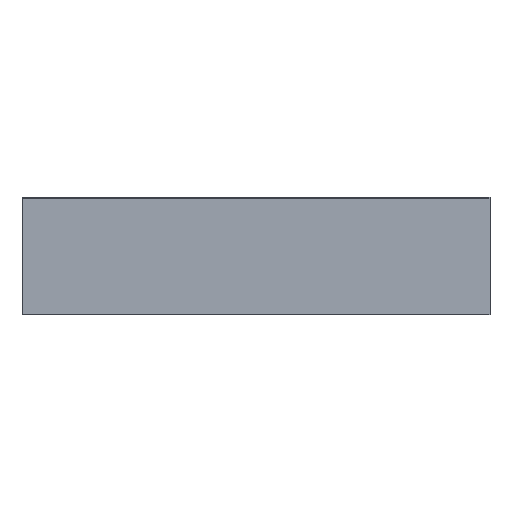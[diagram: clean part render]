
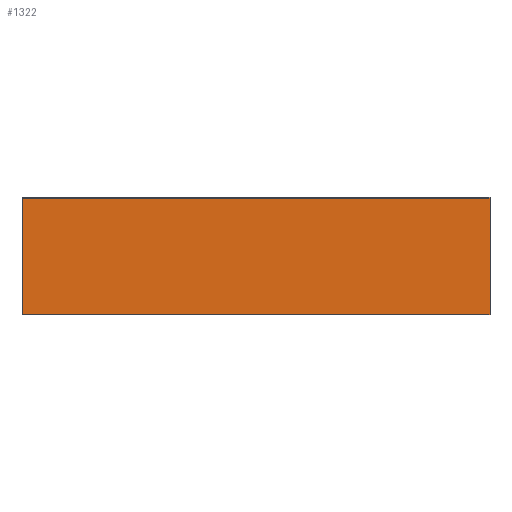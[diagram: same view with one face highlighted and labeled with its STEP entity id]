
A CAD part, front view. The second image highlights one B-rep face of the part: STEP entity #1322.
In plain terms, the highlighted planar face has unit normal (0, -1, 0).
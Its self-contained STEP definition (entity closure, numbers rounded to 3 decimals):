
#122=FACE_OUTER_BOUND('',#203,.T.);
#203=EDGE_LOOP('',(#1107,#1108,#1109,#1110));
#308=LINE('',#2048,#436);
#311=LINE('',#2061,#439);
#356=LINE('',#2206,#484);
#357=LINE('',#2207,#485);
#436=VECTOR('',#1633,10.);
#439=VECTOR('',#1650,10.);
#484=VECTOR('',#1809,10.);
#485=VECTOR('',#1810,10.);
#617=VERTEX_POINT('',#2045);
#618=VERTEX_POINT('',#2047);
#621=VERTEX_POINT('',#2060);
#664=VERTEX_POINT('',#2205);
#756=EDGE_CURVE('',#618,#617,#308,.T.);
#764=EDGE_CURVE('',#621,#618,#311,.T.);
#835=EDGE_CURVE('',#617,#664,#356,.T.);
#836=EDGE_CURVE('',#621,#664,#357,.T.);
#1107=ORIENTED_EDGE('',*,*,#756,.T.);
#1108=ORIENTED_EDGE('',*,*,#835,.T.);
#1109=ORIENTED_EDGE('',*,*,#836,.F.);
#1110=ORIENTED_EDGE('',*,*,#764,.T.);
#1258=PLANE('',#1454);
#1322=ADVANCED_FACE('',(#122),#1258,.T.);
#1454=AXIS2_PLACEMENT_3D('',#2204,#1807,#1808);
#1633=DIRECTION('',(-1.,0.,0.));
#1650=DIRECTION('',(0.,0.,1.));
#1807=DIRECTION('center_axis',(0.,-1.,0.));
#1808=DIRECTION('ref_axis',(0.,0.,1.));
#1809=DIRECTION('',(0.,0.,-1.));
#1810=DIRECTION('',(-1.,0.,0.));
#2045=CARTESIAN_POINT('',(-9.988,30.,-7.05));
#2047=CARTESIAN_POINT('',(30.012,30.,-7.05));
#2048=CARTESIAN_POINT('',(26.012,30.,-7.05));
#2060=CARTESIAN_POINT('',(30.012,30.,-17.));
#2061=CARTESIAN_POINT('',(30.012,30.,-17.));
#2204=CARTESIAN_POINT('Origin',(30.012,30.,-17.));
#2205=CARTESIAN_POINT('',(-9.988,30.,-17.));
#2206=CARTESIAN_POINT('',(-9.988,30.,-14.5));
#2207=CARTESIAN_POINT('',(30.012,30.,-17.));
